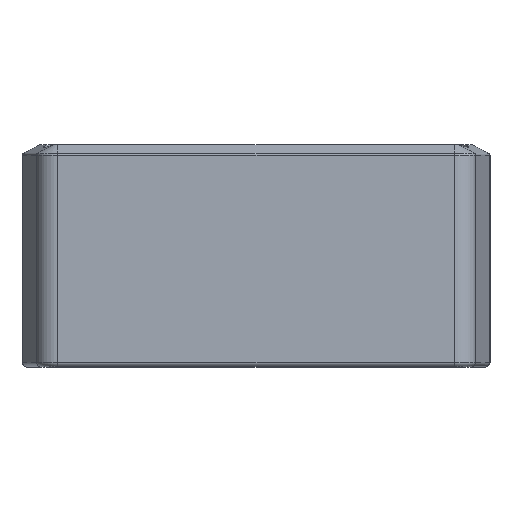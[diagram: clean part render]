
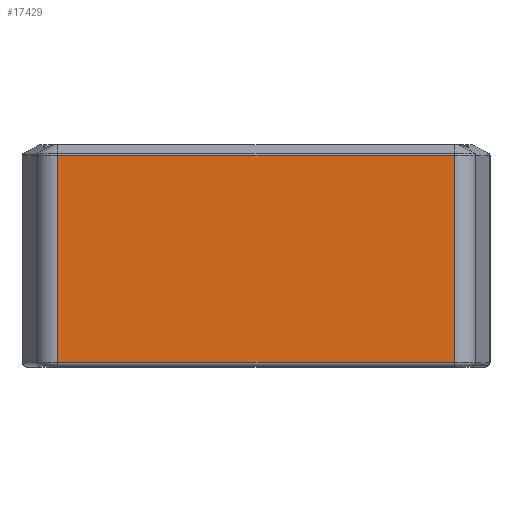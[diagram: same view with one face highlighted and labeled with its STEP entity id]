
A CAD part, top view. The second image highlights one B-rep face of the part: STEP entity #17429.
In plain terms, the highlighted planar face has unit normal (0, 0, 1).
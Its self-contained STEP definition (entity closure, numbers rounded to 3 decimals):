
#975=DIRECTION('',(-1.,0.,0.));
#976=VECTOR('',#975,89.309);
#977=CARTESIAN_POINT('',(44.655,-24.,34.));
#978=LINE('',#977,#976);
#979=DIRECTION('',(0.,-1.,0.));
#980=VECTOR('',#979,46.691);
#981=CARTESIAN_POINT('',(-44.655,22.691,34.));
#982=LINE('',#981,#980);
#983=DIRECTION('',(1.,0.,0.));
#984=VECTOR('',#983,89.309);
#985=CARTESIAN_POINT('',(-44.655,22.691,34.));
#986=LINE('',#985,#984);
#987=DIRECTION('',(0.,1.,0.));
#988=VECTOR('',#987,46.691);
#989=CARTESIAN_POINT('',(44.655,-24.,34.));
#990=LINE('',#989,#988);
#16227=CARTESIAN_POINT('',(-44.655,22.691,34.));
#16228=VERTEX_POINT('',#16227);
#16231=CARTESIAN_POINT('',(44.655,22.691,34.));
#16232=VERTEX_POINT('',#16231);
#16255=CARTESIAN_POINT('',(-44.655,-24.,34.));
#16256=VERTEX_POINT('',#16255);
#16259=CARTESIAN_POINT('',(44.655,-24.,34.));
#16260=VERTEX_POINT('',#16259);
#17416=CARTESIAN_POINT('',(-52.75,25.,34.));
#17417=DIRECTION('',(0.,0.,1.));
#17418=DIRECTION('',(1.,0.,0.));
#17419=AXIS2_PLACEMENT_3D('',#17416,#17417,#17418);
#17420=PLANE('',#17419);
#17421=ORIENTED_EDGE('',*,*,#17164,.T.);
#17423=ORIENTED_EDGE('',*,*,#17422,.F.);
#17425=ORIENTED_EDGE('',*,*,#17424,.T.);
#17426=ORIENTED_EDGE('',*,*,#17408,.F.);
#17427=EDGE_LOOP('',(#17421,#17423,#17425,#17426));
#17428=FACE_OUTER_BOUND('',#17427,.F.);
#17164=EDGE_CURVE('',#16260,#16256,#978,.T.);
#17408=EDGE_CURVE('',#16260,#16232,#990,.T.);
#17422=EDGE_CURVE('',#16228,#16256,#982,.T.);
#17424=EDGE_CURVE('',#16228,#16232,#986,.T.);
#17429=ADVANCED_FACE('',(#17428),#17420,.T.);
